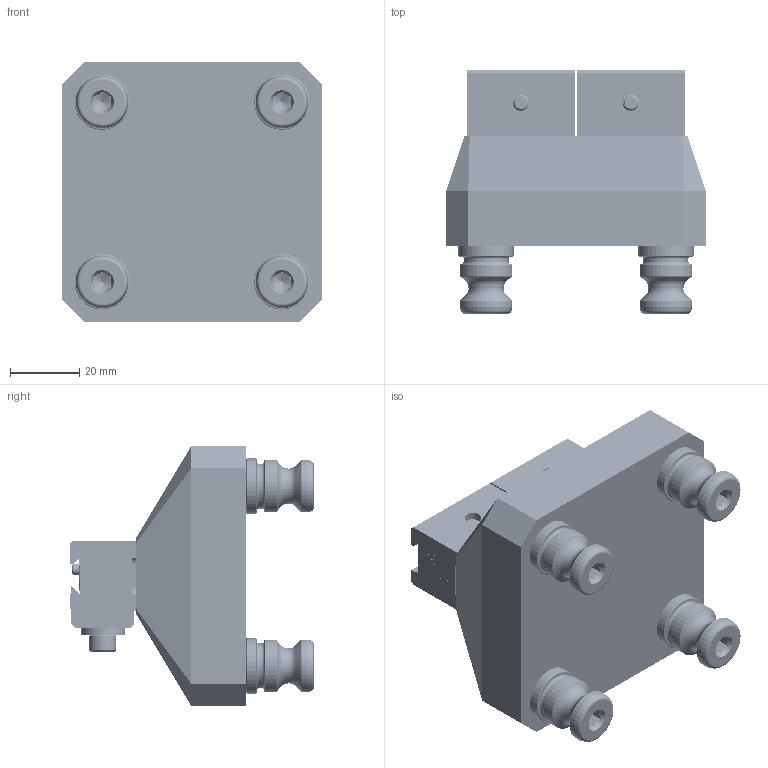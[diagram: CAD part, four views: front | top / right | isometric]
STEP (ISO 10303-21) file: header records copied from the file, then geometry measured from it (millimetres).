
FILE_DESCRIPTION (( 'STEP AP214' ), '1' );
FILE_NAME ('R52-2D05125.STEP', '2019-05-12T16:46:00', ( '' ), ( '' ), 'SwSTEP 2.0', 'SolidWorks 2018', '' );
FILE_SCHEMA (( 'AUTOMOTIVE_DESIGN' ));
Length unit declared in the file: millimetre
Products named in the file (14): D05125-1_D051251WM-1; R52-D05125-1; R52-2D05125; PS16F; HW.39858.CPSS_M8X1.25X20MM; PS16F-1_PS16F; D05125; 73040_HW.73040; 73044_HW.73044; HW.0236X0256.CS; 0.125X0.250_DEFAULT; 0.125X0.375_DEFAULT; HW.0203X0500.FW_DEFAULT; CLW10_CLW10
Assembly tree (19 placements, depth 3):
  R52-2D05125
    R52-D05125-1
    D05125  x2
      D05125-1_D051251WM-1
      CLW10_CLW10
      HW.0203X0500.FW_DEFAULT
      0.125X0.375_DEFAULT
      0.125X0.250_DEFAULT
      HW.0236X0256.CS
      73044_HW.73044
      73040_HW.73040
    PS16F  x4
      PS16F-1_PS16F
      HW.39858.CPSS_M8X1.25X20MM
Bounding box: 75 x 70.36 x 75 mm (x, y, z)
Volume: 175652.1 mm3; surface area: 48514.4 mm2
Topology: 29 solids, 29 shells, 3100 faces, 8084 edges, 5212 vertices
Faces by surface type: plane 1204, cylinder 962, bspline 556, cone 274, torus 104
Entity records: 67466 total; most frequent: CARTESIAN_POINT 30081, ORIENTED_EDGE 6878, DIRECTION 4847, EDGE_CURVE 3439, VERTEX_POINT 2243, VECTOR 1975, LINE 1975, EDGE_LOOP 1458
